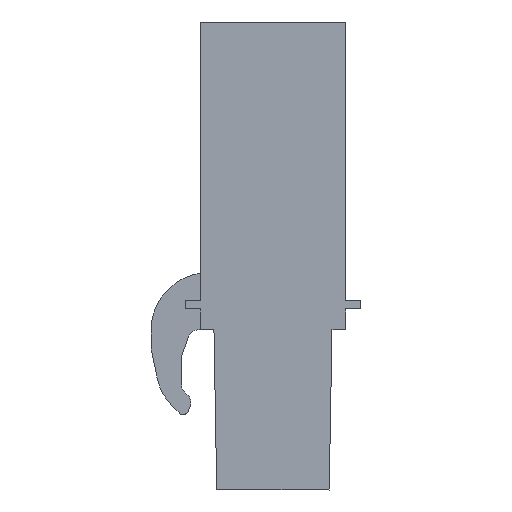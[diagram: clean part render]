
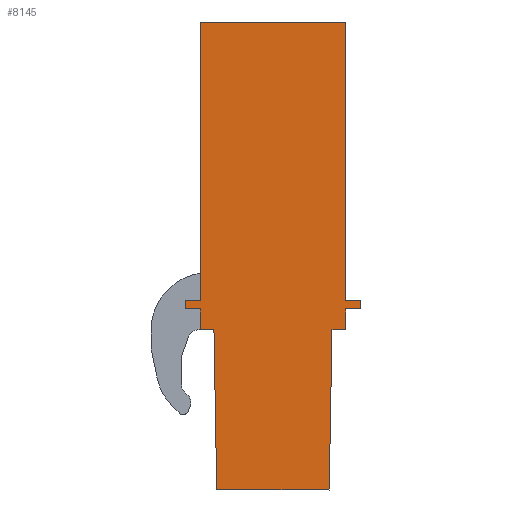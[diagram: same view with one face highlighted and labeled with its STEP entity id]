
A CAD part, left-side view. The second image highlights one B-rep face of the part: STEP entity #8145.
In plain terms, the highlighted planar face has unit normal (-1, 0, 0).
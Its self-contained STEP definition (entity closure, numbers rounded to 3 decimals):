
#8094=AXIS2_PLACEMENT_3D('Plane Axis2P3D',#8091,#8092,#8093) ;
#56=CARTESIAN_POINT('Vertex',(0.,0.8,24.55)) ;
#59=CARTESIAN_POINT('Line Origine',(0.,0.8,17.25)) ;
#63=CARTESIAN_POINT('Vertex',(0.,0.8,9.95)) ;
#7463=CARTESIAN_POINT('Vertex',(0.,1.66,0.)) ;
#7466=CARTESIAN_POINT('Line Origine',(0.,4.61,0.)) ;
#7470=CARTESIAN_POINT('Vertex',(0.,7.56,0.)) ;
#7538=CARTESIAN_POINT('Line Origine',(0.,7.633,4.2)) ;
#7542=CARTESIAN_POINT('Vertex',(0.,7.707,8.4)) ;
#7562=CARTESIAN_POINT('Line Origine',(0.,8.063,8.4)) ;
#7566=CARTESIAN_POINT('Vertex',(0.,8.42,8.4)) ;
#7650=CARTESIAN_POINT('Line Origine',(0.,8.42,8.95)) ;
#7654=CARTESIAN_POINT('Vertex',(0.,8.42,9.5)) ;
#7726=CARTESIAN_POINT('Line Origine',(0.,8.82,9.5)) ;
#7730=CARTESIAN_POINT('Vertex',(0.,9.22,9.5)) ;
#7802=CARTESIAN_POINT('Line Origine',(0.,9.22,9.725)) ;
#7806=CARTESIAN_POINT('Vertex',(0.,9.22,9.95)) ;
#7877=CARTESIAN_POINT('Vertex',(0.,0.,9.5)) ;
#7880=CARTESIAN_POINT('Line Origine',(0.,0.4,9.5)) ;
#7884=CARTESIAN_POINT('Vertex',(0.,0.8,9.5)) ;
#7899=CARTESIAN_POINT('Line Origine',(0.,0.8,8.95)) ;
#7903=CARTESIAN_POINT('Vertex',(0.,0.8,8.4)) ;
#7918=CARTESIAN_POINT('Line Origine',(0.,1.157,8.4)) ;
#7922=CARTESIAN_POINT('Vertex',(0.,1.513,8.4)) ;
#7942=CARTESIAN_POINT('Line Origine',(0.,1.587,4.2)) ;
#8091=CARTESIAN_POINT('Axis2P3D Location',(0.,0.,0.)) ;
#8096=CARTESIAN_POINT('Line Origine',(0.,0.,9.725)) ;
#8100=CARTESIAN_POINT('Vertex',(0.,0.,9.95)) ;
#8103=CARTESIAN_POINT('Line Origine',(0.,0.4,9.95)) ;
#8108=CARTESIAN_POINT('Line Origine',(0.,4.61,24.55)) ;
#8112=CARTESIAN_POINT('Vertex',(0.,8.42,24.55)) ;
#8115=CARTESIAN_POINT('Line Origine',(0.,8.42,17.25)) ;
#8119=CARTESIAN_POINT('Vertex',(0.,8.42,9.95)) ;
#8122=CARTESIAN_POINT('Line Origine',(0.,8.82,9.95)) ;
#60=DIRECTION('Vector Direction',(0.,0.,-1.)) ;
#7467=DIRECTION('Vector Direction',(0.,1.,0.)) ;
#7539=DIRECTION('Vector Direction',(0.,0.017,1.)) ;
#7563=DIRECTION('Vector Direction',(0.,1.,0.)) ;
#7651=DIRECTION('Vector Direction',(0.,0.,1.)) ;
#7727=DIRECTION('Vector Direction',(0.,1.,0.)) ;
#7803=DIRECTION('Vector Direction',(0.,0.,1.)) ;
#7881=DIRECTION('Vector Direction',(0.,1.,0.)) ;
#7900=DIRECTION('Vector Direction',(0.,0.,-1.)) ;
#7919=DIRECTION('Vector Direction',(0.,1.,0.)) ;
#7943=DIRECTION('Vector Direction',(0.,0.017,-1.)) ;
#8092=DIRECTION('Axis2P3D Direction',(-1.,0.,0.)) ;
#8093=DIRECTION('Axis2P3D XDirection',(0.,0.,1.)) ;
#8097=DIRECTION('Vector Direction',(0.,0.,-1.)) ;
#8104=DIRECTION('Vector Direction',(0.,-1.,0.)) ;
#8109=DIRECTION('Vector Direction',(0.,-1.,0.)) ;
#8116=DIRECTION('Vector Direction',(0.,0.,1.)) ;
#8123=DIRECTION('Vector Direction',(0.,-1.,0.)) ;
#61=VECTOR('Line Direction',#60,1.) ;
#7468=VECTOR('Line Direction',#7467,1.) ;
#7540=VECTOR('Line Direction',#7539,1.) ;
#7564=VECTOR('Line Direction',#7563,1.) ;
#7652=VECTOR('Line Direction',#7651,1.) ;
#7728=VECTOR('Line Direction',#7727,1.) ;
#7804=VECTOR('Line Direction',#7803,1.) ;
#7882=VECTOR('Line Direction',#7881,1.) ;
#7901=VECTOR('Line Direction',#7900,1.) ;
#7920=VECTOR('Line Direction',#7919,1.) ;
#7944=VECTOR('Line Direction',#7943,1.) ;
#8098=VECTOR('Line Direction',#8097,1.) ;
#8105=VECTOR('Line Direction',#8104,1.) ;
#8110=VECTOR('Line Direction',#8109,1.) ;
#8117=VECTOR('Line Direction',#8116,1.) ;
#8124=VECTOR('Line Direction',#8123,1.) ;
#8128=ORIENTED_EDGE('',*,*,#7946,.T.) ;
#8129=ORIENTED_EDGE('',*,*,#7924,.T.) ;
#8130=ORIENTED_EDGE('',*,*,#7905,.T.) ;
#8131=ORIENTED_EDGE('',*,*,#7886,.T.) ;
#8132=ORIENTED_EDGE('',*,*,#8102,.T.) ;
#8133=ORIENTED_EDGE('',*,*,#8107,.T.) ;
#8134=ORIENTED_EDGE('',*,*,#65,.T.) ;
#8135=ORIENTED_EDGE('',*,*,#8114,.T.) ;
#8136=ORIENTED_EDGE('',*,*,#8121,.T.) ;
#8137=ORIENTED_EDGE('',*,*,#8126,.T.) ;
#8138=ORIENTED_EDGE('',*,*,#7808,.T.) ;
#8139=ORIENTED_EDGE('',*,*,#7732,.T.) ;
#8140=ORIENTED_EDGE('',*,*,#7656,.T.) ;
#8141=ORIENTED_EDGE('',*,*,#7568,.T.) ;
#8142=ORIENTED_EDGE('',*,*,#7544,.T.) ;
#8143=ORIENTED_EDGE('',*,*,#7472,.T.) ;
#8145=ADVANCED_FACE('_BLC 5.08/12R OR 1610590000',(#8144),#8095,.T.) ;
#65=EDGE_CURVE('',#64,#57,#62,.F.) ;
#7472=EDGE_CURVE('',#7471,#7464,#7469,.F.) ;
#7544=EDGE_CURVE('',#7543,#7471,#7541,.F.) ;
#7568=EDGE_CURVE('',#7567,#7543,#7565,.F.) ;
#7656=EDGE_CURVE('',#7655,#7567,#7653,.F.) ;
#7732=EDGE_CURVE('',#7731,#7655,#7729,.F.) ;
#7808=EDGE_CURVE('',#7807,#7731,#7805,.F.) ;
#7886=EDGE_CURVE('',#7885,#7878,#7883,.F.) ;
#7905=EDGE_CURVE('',#7904,#7885,#7902,.F.) ;
#7924=EDGE_CURVE('',#7923,#7904,#7921,.F.) ;
#7946=EDGE_CURVE('',#7464,#7923,#7945,.F.) ;
#8102=EDGE_CURVE('',#7878,#8101,#8099,.F.) ;
#8107=EDGE_CURVE('',#8101,#64,#8106,.F.) ;
#8114=EDGE_CURVE('',#57,#8113,#8111,.F.) ;
#8121=EDGE_CURVE('',#8113,#8120,#8118,.F.) ;
#8126=EDGE_CURVE('',#8120,#7807,#8125,.F.) ;
#8127=EDGE_LOOP('',(#8128,#8129,#8130,#8131,#8132,#8133,#8134,#8135,#8136,#8137,#8138,#8139,#8140,#8141,#8142,#8143)) ;
#8144=FACE_OUTER_BOUND('',#8127,.T.) ;
#62=LINE('Line',#59,#61) ;
#7469=LINE('Line',#7466,#7468) ;
#7541=LINE('Line',#7538,#7540) ;
#7565=LINE('Line',#7562,#7564) ;
#7653=LINE('Line',#7650,#7652) ;
#7729=LINE('Line',#7726,#7728) ;
#7805=LINE('Line',#7802,#7804) ;
#7883=LINE('Line',#7880,#7882) ;
#7902=LINE('Line',#7899,#7901) ;
#7921=LINE('Line',#7918,#7920) ;
#7945=LINE('Line',#7942,#7944) ;
#8099=LINE('Line',#8096,#8098) ;
#8106=LINE('Line',#8103,#8105) ;
#8111=LINE('Line',#8108,#8110) ;
#8118=LINE('Line',#8115,#8117) ;
#8125=LINE('Line',#8122,#8124) ;
#8095=PLANE('',#8094) ;
#57=VERTEX_POINT('',#56) ;
#64=VERTEX_POINT('',#63) ;
#7464=VERTEX_POINT('',#7463) ;
#7471=VERTEX_POINT('',#7470) ;
#7543=VERTEX_POINT('',#7542) ;
#7567=VERTEX_POINT('',#7566) ;
#7655=VERTEX_POINT('',#7654) ;
#7731=VERTEX_POINT('',#7730) ;
#7807=VERTEX_POINT('',#7806) ;
#7878=VERTEX_POINT('',#7877) ;
#7885=VERTEX_POINT('',#7884) ;
#7904=VERTEX_POINT('',#7903) ;
#7923=VERTEX_POINT('',#7922) ;
#8101=VERTEX_POINT('',#8100) ;
#8113=VERTEX_POINT('',#8112) ;
#8120=VERTEX_POINT('',#8119) ;
